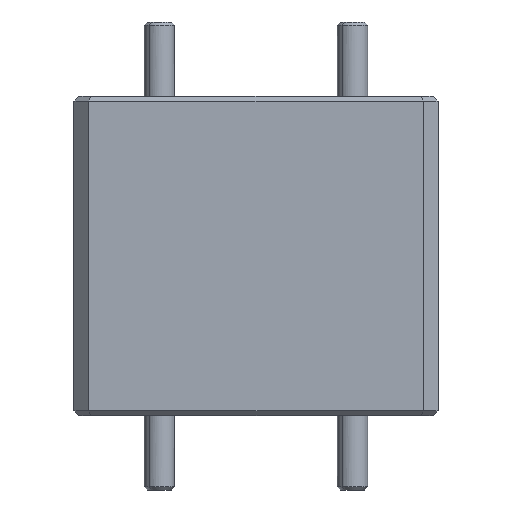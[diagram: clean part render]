
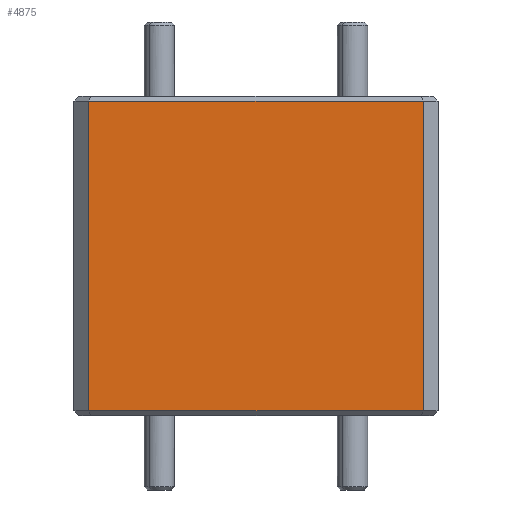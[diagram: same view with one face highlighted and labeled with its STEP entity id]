
A CAD part, left-side view. The second image highlights one B-rep face of the part: STEP entity #4875.
In plain terms, the highlighted planar face has unit normal (-1, 0, 0).
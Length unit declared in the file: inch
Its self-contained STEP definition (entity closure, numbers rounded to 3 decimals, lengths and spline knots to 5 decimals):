
#117 = EDGE_CURVE ( 'NONE', #5187, #8073, #5596, .T. ) ;
#395 = DIRECTION ( 'NONE',  ( 0., 0., 1. ) ) ;
#473 = FACE_OUTER_BOUND ( 'NONE', #9645, .T. ) ;
#2149 = VECTOR ( 'NONE', #395, 39.37008 ) ;
#2257 = DIRECTION ( 'NONE',  ( 1., 0., 0. ) ) ;
#2654 = CARTESIAN_POINT ( 'NONE',  ( -0.375, 0.345, 0.3685 ) ) ;
#3051 = ORIENTED_EDGE ( 'NONE', *, *, #7944, .T. ) ;
#3072 = CARTESIAN_POINT ( 'NONE',  ( -0.375, -0.345, -0.2695 ) ) ;
#3386 = VECTOR ( 'NONE', #3799, 39.37008 ) ;
#3799 = DIRECTION ( 'NONE',  ( 0., 0., -1. ) ) ;
#4353 = ORIENTED_EDGE ( 'NONE', *, *, #117, .T. ) ;
#4660 = ORIENTED_EDGE ( 'NONE', *, *, #10591, .T. ) ;
#4875 = ADVANCED_FACE ( 'NONE', ( #473 ), #5657, .F. ) ;
#4910 = CARTESIAN_POINT ( 'NONE',  ( -0.375, 0., 0.3685 ) ) ;
#4995 = ORIENTED_EDGE ( 'NONE', *, *, #9659, .T. ) ;
#5050 = CARTESIAN_POINT ( 'NONE',  ( -0.375, -0.345, 0.3685 ) ) ;
#5162 = VECTOR ( 'NONE', #8255, 39.37008 ) ;
#5187 = VERTEX_POINT ( 'NONE', #7002 ) ;
#5202 = VECTOR ( 'NONE', #7291, 39.37008 ) ;
#5496 = DIRECTION ( 'NONE',  ( 0., 0., -1. ) ) ;
#5596 = LINE ( 'NONE', #8824, #5202 ) ;
#5657 = PLANE ( 'NONE',  #9414 ) ;
#5878 = VERTEX_POINT ( 'NONE', #2654 ) ;
#6734 = LINE ( 'NONE', #8448, #2149 ) ;
#7002 = CARTESIAN_POINT ( 'NONE',  ( -0.375, 0.345, -0.2695 ) ) ;
#7197 = CARTESIAN_POINT ( 'NONE',  ( -0.375, 0.345, -0.1055 ) ) ;
#7291 = DIRECTION ( 'NONE',  ( 0., -1., 0. ) ) ;
#7944 = EDGE_CURVE ( 'NONE', #8073, #8014, #6734, .T. ) ;
#7970 = LINE ( 'NONE', #7197, #3386 ) ;
#8014 = VERTEX_POINT ( 'NONE', #5050 ) ;
#8073 = VERTEX_POINT ( 'NONE', #3072 ) ;
#8255 = DIRECTION ( 'NONE',  ( 0., 1., 0. ) ) ;
#8448 = CARTESIAN_POINT ( 'NONE',  ( -0.375, -0.345, -0.1055 ) ) ;
#8824 = CARTESIAN_POINT ( 'NONE',  ( -0.375, -0.345, -0.2695 ) ) ;
#8886 = CARTESIAN_POINT ( 'NONE',  ( -0.375, -0.375, -0.1055 ) ) ;
#9414 = AXIS2_PLACEMENT_3D ( 'NONE', #8886, #2257, #5496 ) ;
#9645 = EDGE_LOOP ( 'NONE', ( #4995, #4353, #3051, #4660 ) ) ;
#9659 = EDGE_CURVE ( 'NONE', #5878, #5187, #7970, .T. ) ;
#10591 = EDGE_CURVE ( 'NONE', #8014, #5878, #10717, .T. ) ;
#10717 = LINE ( 'NONE', #4910, #5162 ) ;
